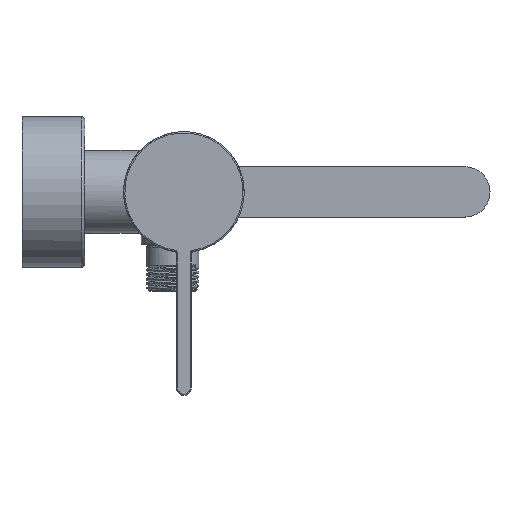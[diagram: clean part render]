
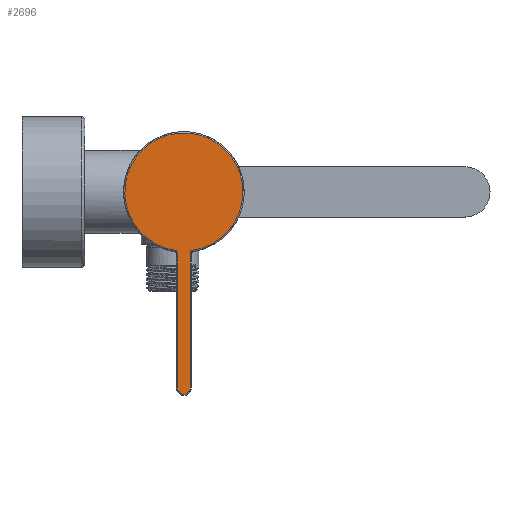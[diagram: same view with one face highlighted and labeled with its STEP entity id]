
A CAD part, left-side view. The second image highlights one B-rep face of the part: STEP entity #2696.
In plain terms, the highlighted face is planar.
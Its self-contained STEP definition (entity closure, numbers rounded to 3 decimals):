
#471=PLANE('',#3386);
#589=FACE_OUTER_BOUND('',#774,.T.);
#774=EDGE_LOOP('',(#2149,#2150,#2151,#2152,#2153,#2154));
#924=LINE('',#8849,#1026);
#930=LINE('',#8879,#1032);
#1026=VECTOR('',#3958,53.322);
#1032=VECTOR('',#4000,53.322);
#1160=CIRCLE('',#3364,2.5);
#1164=CIRCLE('',#3372,1.5);
#1167=CIRCLE('',#3376,23.5);
#1170=CIRCLE('',#3382,1.5);
#1365=VERTEX_POINT('',#8840);
#1366=VERTEX_POINT('',#8842);
#1368=VERTEX_POINT('',#8848);
#1370=VERTEX_POINT('',#8858);
#1372=VERTEX_POINT('',#8864);
#1374=VERTEX_POINT('',#8874);
#1632=EDGE_CURVE('',#1365,#1366,#1160,.T.);
#1635=EDGE_CURVE('',#1366,#1368,#924,.T.);
#1640=EDGE_CURVE('',#1368,#1370,#1164,.T.);
#1643=EDGE_CURVE('',#1370,#1372,#1167,.T.);
#1648=EDGE_CURVE('',#1372,#1374,#1170,.T.);
#1651=EDGE_CURVE('',#1374,#1365,#930,.T.);
#2149=ORIENTED_EDGE('',*,*,#1640,.F.);
#2150=ORIENTED_EDGE('',*,*,#1635,.F.);
#2151=ORIENTED_EDGE('',*,*,#1632,.F.);
#2152=ORIENTED_EDGE('',*,*,#1651,.F.);
#2153=ORIENTED_EDGE('',*,*,#1648,.F.);
#2154=ORIENTED_EDGE('',*,*,#1643,.F.);
#2696=ADVANCED_FACE('',(#589),#471,.F.);
#3364=AXIS2_PLACEMENT_3D('',#8843,#3951,#3952);
#3372=AXIS2_PLACEMENT_3D('',#8859,#3971,#3972);
#3376=AXIS2_PLACEMENT_3D('',#8865,#3979,#3980);
#3382=AXIS2_PLACEMENT_3D('',#8875,#3993,#3994);
#3386=AXIS2_PLACEMENT_3D('',#8881,#4003,#4004);
#3951=DIRECTION('center_axis',(0.,-1.,0.));
#3952=DIRECTION('ref_axis',(0.,0.,
-1.));
#3958=DIRECTION('',(-1.,0.,0.));
#3971=DIRECTION('center_axis',(0.,1.,0.));
#3972=DIRECTION('ref_axis',(0.,0.,
-1.));
#3979=DIRECTION('center_axis',(0.,-1.,0.));
#3980=DIRECTION('ref_axis',(0.987,0.,0.16));
#3993=DIRECTION('center_axis',(0.,1.,0.));
#3994=DIRECTION('ref_axis',(-0.987,0.,0.16));
#4000=DIRECTION('',(1.,0.,0.));
#4003=DIRECTION('center_axis',(0.,-1.,0.));
#4004=DIRECTION('ref_axis',(-1.,0.,0.));
#8840=CARTESIAN_POINT('',(78.,10.,-2.5));
#8842=CARTESIAN_POINT('',(78.,10.,2.5));
#8843=CARTESIAN_POINT('Origin',(78.,10.,0.));
#8848=CARTESIAN_POINT('',(24.678,10.,2.5));
#8849=CARTESIAN_POINT('',(78.,10.,2.5));
#8858=CARTESIAN_POINT('',(23.197,10.,3.76));
#8859=CARTESIAN_POINT('Origin',(24.678,10.,4.));
#8864=CARTESIAN_POINT('',(23.197,10.,-3.76));
#8865=CARTESIAN_POINT('Origin',(0.,10.,0.));
#8874=CARTESIAN_POINT('',(24.678,10.,-2.5));
#8875=CARTESIAN_POINT('Origin',(24.678,10.,-4.));
#8879=CARTESIAN_POINT('',(24.678,10.,-2.5));
#8881=CARTESIAN_POINT('Origin',(0.,10.,0.));
